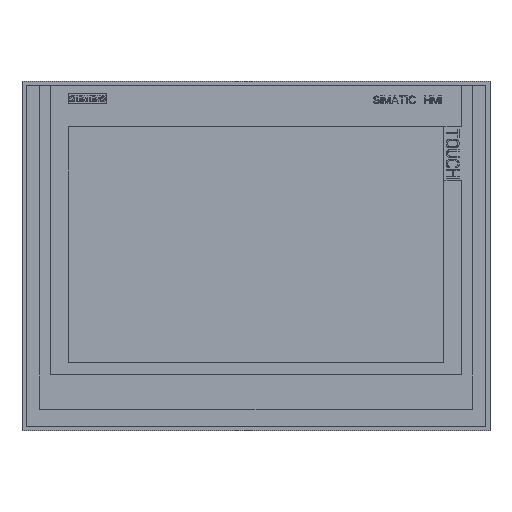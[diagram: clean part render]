
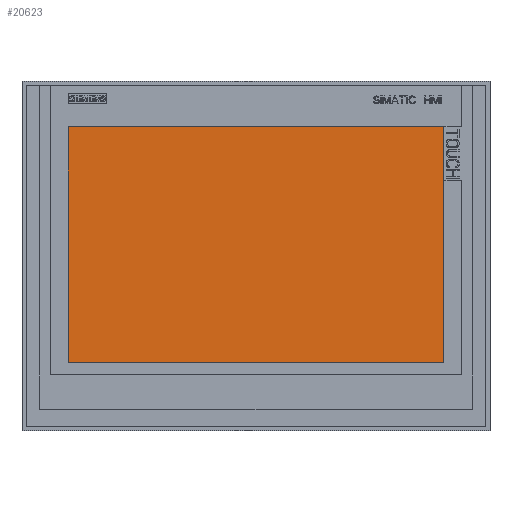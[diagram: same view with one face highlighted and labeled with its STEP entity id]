
A CAD part, top view. The second image highlights one B-rep face of the part: STEP entity #20623.
In plain terms, the highlighted planar face has unit normal (0, 0, 1).
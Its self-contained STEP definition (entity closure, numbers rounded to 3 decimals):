
#4923=LINE('',#73829,#10418);
#4926=LINE('',#73835,#10421);
#4928=LINE('',#73839,#10423);
#4930=LINE('',#73843,#10425);
#10418=VECTOR('',#60739,1.);
#10421=VECTOR('',#60746,1.);
#10423=VECTOR('',#60750,1.);
#10425=VECTOR('',#60754,1.);
#15591=FACE_OUTER_BOUND('',#24720,.T.);
#18070=PLANE('',#55048);
#20623=ADVANCED_FACE('',(#15591),#18070,.F.);
#24720=EDGE_LOOP('',(#30546,#30547,#30548,#30549));
#30546=ORIENTED_EDGE('',*,*,#47772,.F.);
#30547=ORIENTED_EDGE('',*,*,#47779,.F.);
#30548=ORIENTED_EDGE('',*,*,#47777,.F.);
#30549=ORIENTED_EDGE('',*,*,#47775,.F.);
#42502=VERTEX_POINT('',#73828);
#42503=VERTEX_POINT('',#73830);
#42504=VERTEX_POINT('',#73836);
#42505=VERTEX_POINT('',#73840);
#47772=EDGE_CURVE('',#42502,#42503,#4923,.T.);
#47775=EDGE_CURVE('',#42503,#42504,#4926,.T.);
#47777=EDGE_CURVE('',#42504,#42505,#4928,.T.);
#47779=EDGE_CURVE('',#42505,#42502,#4930,.T.);
#55048=AXIS2_PLACEMENT_3D('',#73845,#60757,#60758);
#60739=DIRECTION('',(0.,1.,0.));
#60746=DIRECTION('',(1.,0.,0.));
#60750=DIRECTION('',(0.,-1.,0.));
#60754=DIRECTION('',(-1.,0.,0.));
#60757=DIRECTION('',(0.,0.,-1.));
#60758=DIRECTION('',(-1.,0.,0.));
#73828=CARTESIAN_POINT('',(-166.6,-114.5,2.6));
#73829=CARTESIAN_POINT('',(-166.6,-114.5,2.6));
#73830=CARTESIAN_POINT('',(-166.6,94.5,2.6));
#73835=CARTESIAN_POINT('',(-166.6,94.5,2.6));
#73836=CARTESIAN_POINT('',(166.6,94.5,2.6));
#73839=CARTESIAN_POINT('',(166.6,94.5,2.6));
#73840=CARTESIAN_POINT('',(166.6,-114.5,2.6));
#73843=CARTESIAN_POINT('',(166.6,-114.5,2.6));
#73845=CARTESIAN_POINT('',(-166.6,94.5,2.6));
